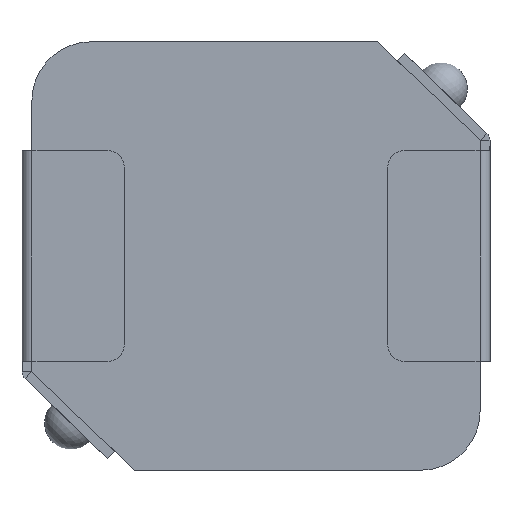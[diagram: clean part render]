
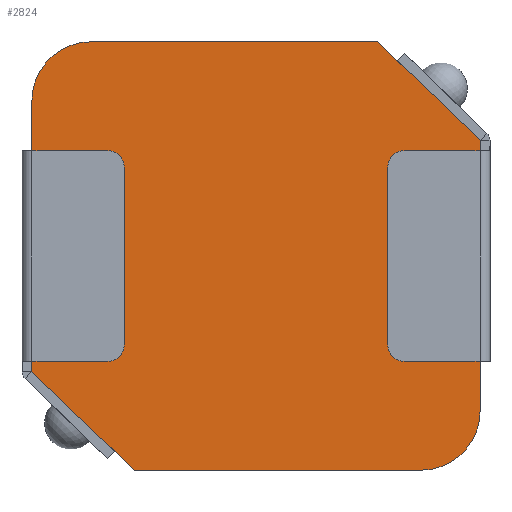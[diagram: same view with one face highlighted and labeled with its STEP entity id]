
A CAD part, front view. The second image highlights one B-rep face of the part: STEP entity #2824.
In plain terms, the highlighted planar face has unit normal (0, -1, 0).
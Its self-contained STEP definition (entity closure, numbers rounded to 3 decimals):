
#85 = VECTOR ( 'NONE', #347, 1000. ) ;
#117 = VECTOR ( 'NONE', #3139, 1000. ) ;
#347 = DIRECTION ( 'NONE',  ( 0., 0., -1. ) ) ;
#414 = LINE ( 'NONE', #2631, #488 ) ;
#488 = VECTOR ( 'NONE', #2620, 1000. ) ;
#506 = CARTESIAN_POINT ( 'NONE',  ( 2.5, 0.15, -3.25 ) ) ;
#543 = CARTESIAN_POINT ( 'NONE',  ( 3.4, 0.15, -2.35 ) ) ;
#564 = VECTOR ( 'NONE', #3122, 1000. ) ;
#612 = ORIENTED_EDGE ( 'NONE', *, *, #3039, .T. ) ;
#724 = VERTEX_POINT ( 'NONE', #1119 ) ;
#771 = CARTESIAN_POINT ( 'NONE',  ( 1.85, 0.15, 3.25 ) ) ;
#848 = VERTEX_POINT ( 'NONE', #2150 ) ;
#928 = VERTEX_POINT ( 'NONE', #771 ) ;
#968 = ORIENTED_EDGE ( 'NONE', *, *, #1815, .T. ) ;
#1069 = CARTESIAN_POINT ( 'NONE',  ( 0., 0.15, 0. ) ) ;
#1119 = CARTESIAN_POINT ( 'NONE',  ( -2.5, 0.15, 3.25 ) ) ;
#1128 = AXIS2_PLACEMENT_3D ( 'NONE', #1907, #2417, #2172 ) ;
#1215 = VERTEX_POINT ( 'NONE', #1725 ) ;
#1221 = LINE ( 'NONE', #2913, #2509 ) ;
#1242 = EDGE_LOOP ( 'NONE', ( #3094, #2820, #2419, #968, #2921, #612, #3126, #1708 ) ) ;
#1245 = CARTESIAN_POINT ( 'NONE',  ( 3.4, 0.15, 1.753 ) ) ;
#1339 = LINE ( 'NONE', #1940, #2922 ) ;
#1413 = CARTESIAN_POINT ( 'NONE',  ( -3.4, 0.15, -1.753 ) ) ;
#1495 = DIRECTION ( 'NONE',  ( 0., 0., 1. ) ) ;
#1652 = DIRECTION ( 'NONE',  ( 0.719, 0., -0.695 ) ) ;
#1708 = ORIENTED_EDGE ( 'NONE', *, *, #3019, .T. ) ;
#1712 = DIRECTION ( 'NONE',  ( 0., -1., 0. ) ) ;
#1725 = CARTESIAN_POINT ( 'NONE',  ( 2.5, 0.15, -3.25 ) ) ;
#1734 = AXIS2_PLACEMENT_3D ( 'NONE', #2939, #1712, #1495 ) ;
#1801 = LINE ( 'NONE', #3026, #85 ) ;
#1815 = EDGE_CURVE ( 'NONE', #848, #1215, #2743, .T. ) ;
#1907 = CARTESIAN_POINT ( 'NONE',  ( -2.5, 0.15, 2.35 ) ) ;
#1938 = EDGE_CURVE ( 'NONE', #2760, #2908, #1801, .T. ) ;
#1940 = CARTESIAN_POINT ( 'NONE',  ( -1.85, 0.15, -3.25 ) ) ;
#2041 = DIRECTION ( 'NONE',  ( 0., 1., 0. ) ) ;
#2116 = AXIS2_PLACEMENT_3D ( 'NONE', #1069, #2041, #2542 ) ;
#2145 = DIRECTION ( 'NONE',  ( 0., 0., 1. ) ) ;
#2150 = CARTESIAN_POINT ( 'NONE',  ( -1.85, 0.15, -3.25 ) ) ;
#2172 = DIRECTION ( 'NONE',  ( 0., 0., 1. ) ) ;
#2231 = CARTESIAN_POINT ( 'NONE',  ( -3.4, 0.15, 2.35 ) ) ;
#2259 = VERTEX_POINT ( 'NONE', #1245 ) ;
#2316 = LINE ( 'NONE', #2387, #117 ) ;
#2387 = CARTESIAN_POINT ( 'NONE',  ( -2.5, 0.15, 3.25 ) ) ;
#2417 = DIRECTION ( 'NONE',  ( 0., -1., 0. ) ) ;
#2419 = ORIENTED_EDGE ( 'NONE', *, *, #2510, .T. ) ;
#2472 = EDGE_CURVE ( 'NONE', #2259, #928, #414, .T. ) ;
#2509 = VECTOR ( 'NONE', #2145, 1000. ) ;
#2510 = EDGE_CURVE ( 'NONE', #2908, #848, #1339, .T. ) ;
#2523 = EDGE_CURVE ( 'NONE', #724, #2760, #2612, .T. ) ;
#2542 = DIRECTION ( 'NONE',  ( 0., 0., 1. ) ) ;
#2577 = EDGE_CURVE ( 'NONE', #1215, #2721, #2998, .T. ) ;
#2578 = FACE_OUTER_BOUND ( 'NONE', #1242, .T. ) ;
#2612 = CIRCLE ( 'NONE', #1128, 0.9 ) ;
#2620 = DIRECTION ( 'NONE',  ( -0.719, 0., 0.695 ) ) ;
#2631 = CARTESIAN_POINT ( 'NONE',  ( 1.85, 0.15, 3.25 ) ) ;
#2721 = VERTEX_POINT ( 'NONE', #543 ) ;
#2743 = LINE ( 'NONE', #506, #564 ) ;
#2760 = VERTEX_POINT ( 'NONE', #2231 ) ;
#2786 = PLANE ( 'NONE',  #2116 ) ;
#2820 = ORIENTED_EDGE ( 'NONE', *, *, #1938, .T. ) ;
#2824 = ADVANCED_FACE ( 'NONE', ( #2578 ), #2786, .F. ) ;
#2908 = VERTEX_POINT ( 'NONE', #1413 ) ;
#2913 = CARTESIAN_POINT ( 'NONE',  ( 3.4, 0.15, 1.753 ) ) ;
#2921 = ORIENTED_EDGE ( 'NONE', *, *, #2577, .T. ) ;
#2922 = VECTOR ( 'NONE', #1652, 1000. ) ;
#2939 = CARTESIAN_POINT ( 'NONE',  ( 2.5, 0.15, -2.35 ) ) ;
#2998 = CIRCLE ( 'NONE', #1734, 0.9 ) ;
#3019 = EDGE_CURVE ( 'NONE', #928, #724, #2316, .T. ) ;
#3026 = CARTESIAN_POINT ( 'NONE',  ( -3.4, 0.15, -1.753 ) ) ;
#3039 = EDGE_CURVE ( 'NONE', #2721, #2259, #1221, .T. ) ;
#3094 = ORIENTED_EDGE ( 'NONE', *, *, #2523, .T. ) ;
#3122 = DIRECTION ( 'NONE',  ( 1., 0., 0. ) ) ;
#3126 = ORIENTED_EDGE ( 'NONE', *, *, #2472, .T. ) ;
#3139 = DIRECTION ( 'NONE',  ( -1., 0., 0. ) ) ;
